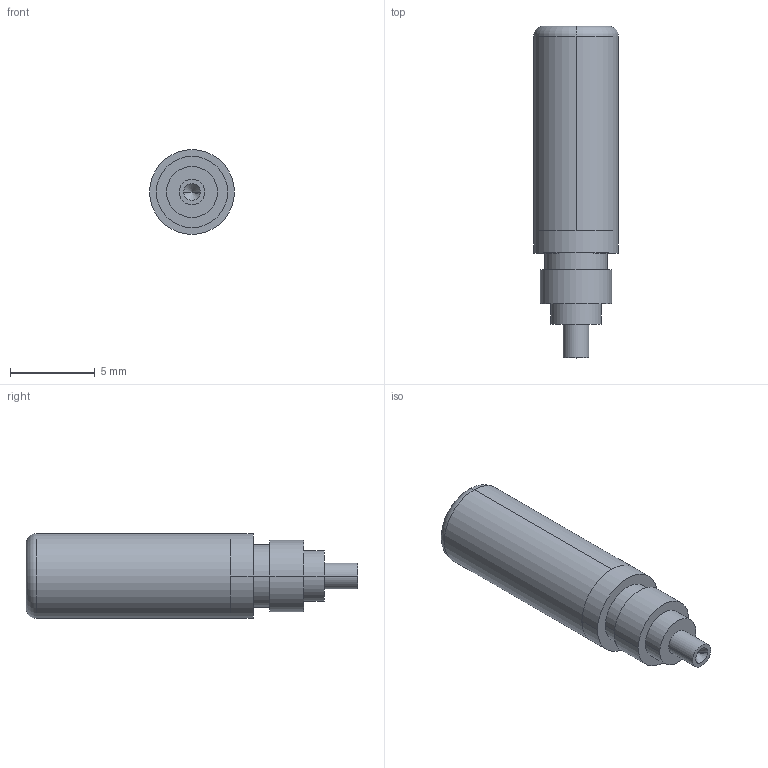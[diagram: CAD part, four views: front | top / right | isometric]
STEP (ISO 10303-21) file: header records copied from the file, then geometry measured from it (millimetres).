
FILE_DESCRIPTION((''),'2;1');
FILE_NAME('00112021202','2020-02-04T',('presta_be4'),(''),'CREO PARAMETRIC BY PTC INC, 2018360','CREO PARAMETRIC BY PTC INC, 2018360','');
FILE_SCHEMA(('CONFIG_CONTROL_DESIGN'));
Length unit declared in the file: millimetre
Products named in the file (1): 00112021202
Bounding box: 5.01 x 19.61 x 5.01 mm (x, y, z)
Volume: 249.4 mm3; surface area: 517.9 mm2
Topology: 1 solids, 3 shells, 131 faces, 314 edges, 199 vertices
Faces by surface type: plane 51, cylinder 44, cone 24, torus 12
Entity records: 3982 total; most frequent: CARTESIAN_POINT 802, DIRECTION 712, ORIENTED_EDGE 616, EDGE_CURVE 308, AXIS2_PLACEMENT_3D 289, VERTEX_POINT 199, CIRCLE 158, EDGE_LOOP 151
